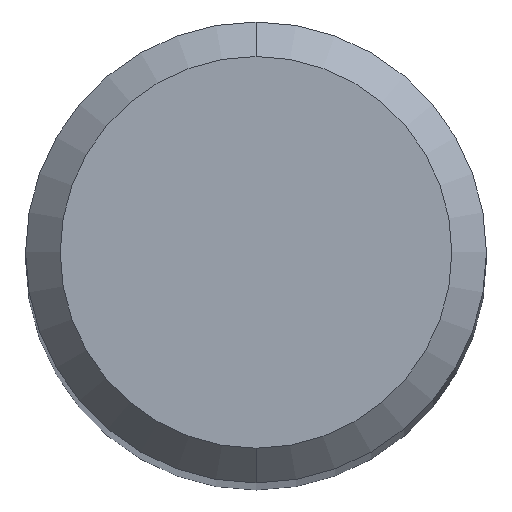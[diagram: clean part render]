
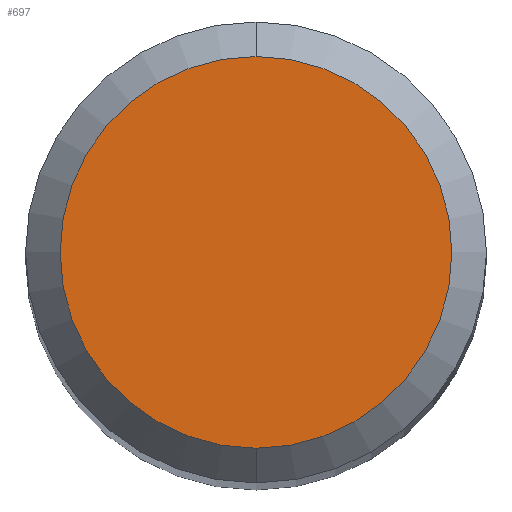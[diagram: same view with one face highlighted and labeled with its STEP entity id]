
A CAD part, top view. The second image highlights one B-rep face of the part: STEP entity #697.
In plain terms, the highlighted planar face has unit normal (0, 0, 1).
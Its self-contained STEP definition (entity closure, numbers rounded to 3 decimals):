
#697=ADVANCED_FACE('',(#1412),#1413,.T.);
#769=EDGE_CURVE('',#827,#869,#1494,.T.);
#827=VERTEX_POINT('',#1556);
#869=VERTEX_POINT('',#1602);
#975=EDGE_CURVE('',#869,#827,#1718,.T.);
#1412=FACE_OUTER_BOUND('',#3188,.T.);
#1413=PLANE('',#3189);
#1494=CIRCLE('',#3460,1.7);
#1556=CARTESIAN_POINT('',(0.0,1.7,0.0));
#1602=CARTESIAN_POINT('',(0.,-1.7,0.0));
#1718=CIRCLE('',#4348,1.7);
#3188=EDGE_LOOP('',(#4833,#4834));
#3189=AXIS2_PLACEMENT_3D('',#4835,#4836,#4837);
#3460=AXIS2_PLACEMENT_3D('',#4944,#4945,#4946);
#4348=AXIS2_PLACEMENT_3D('',#5178,#5179,#5180);
#4833=ORIENTED_EDGE('',*,*,#769,.F.);
#4834=ORIENTED_EDGE('',*,*,#975,.F.);
#4835=CARTESIAN_POINT('',(0.0,0.85,0.0));
#4836=DIRECTION('',(-0.0,0.0,1.0));
#4837=DIRECTION('',(0.0,-1.0,0.0));
#4944=CARTESIAN_POINT('',(0.0,0.0,0.0));
#4945=DIRECTION('',(0.0,0.0,-1.0));
#4946=DIRECTION('',(0.0,1.0,0.0));
#5178=CARTESIAN_POINT('',(0.0,0.0,0.0));
#5179=DIRECTION('',(0.0,0.0,-1.0));
#5180=DIRECTION('',(0.0,1.0,0.0));
